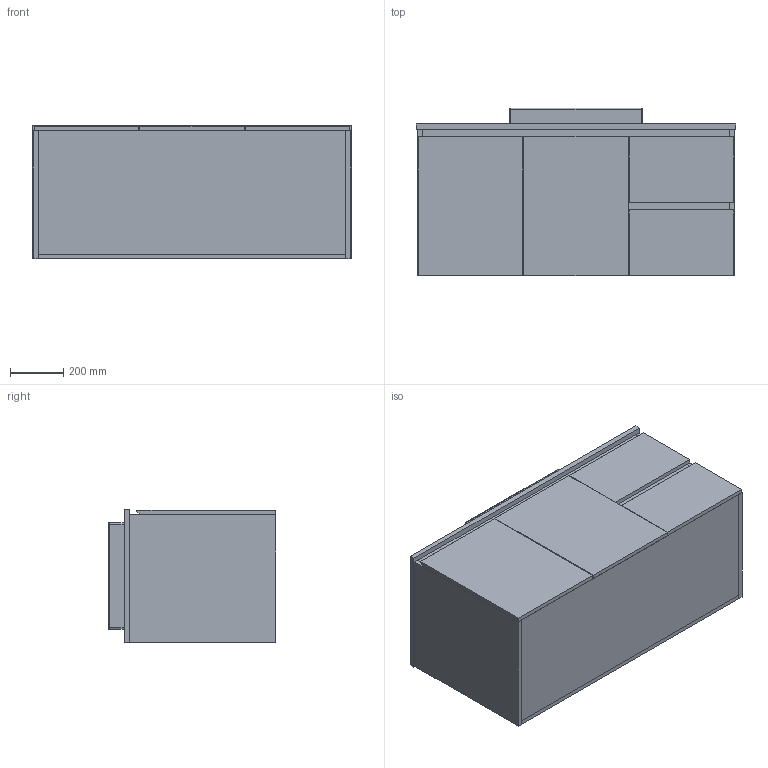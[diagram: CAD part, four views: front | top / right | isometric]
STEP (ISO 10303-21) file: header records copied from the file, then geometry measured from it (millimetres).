
FILE_DESCRIPTION (( 'STEP AP214' ), '1' );
FILE_NAME ('FD Benchtop 1200 WH ASSEM.STEP', '2019-03-06T04:43:48', ( '' ), ( '' ), 'SwSTEP 2.0', 'SolidWorks 2015', '' );
FILE_SCHEMA (( 'AUTOMOTIVE_DESIGN' ));
Length unit declared in the file: millimetre
Products named in the file (7): 1200 semi inset top ASSEM; FD Benchtop 1200 WH ASSEM; Posh Solus Semi-Inset Basin ASSEM; FD Benchtop 1200 WH; CERAMIC OVERFLOW COVER; Posh Solus Semi-Inset Basin; 1200 semi inset top
Assembly tree (6 placements, depth 4):
  FD Benchtop 1200 WH ASSEM
    FD Benchtop 1200 WH
    1200 semi inset top ASSEM
      1200 semi inset top
      Posh Solus Semi-Inset Basin ASSEM
        Posh Solus Semi-Inset Basin
        CERAMIC OVERFLOW COVER
Bounding box: 1200 x 630 x 500 mm (x, y, z)
Volume: 62464513.4 mm3; surface area: 7823074.8 mm2
Topology: 12 solids, 12 shells, 169 faces, 385 edges, 241 vertices
Faces by surface type: plane 122, cylinder 26, torus 8, bspline 7, sphere 6
Entity records: 5879 total; most frequent: CARTESIAN_POINT 1523, DIRECTION 792, ORIENTED_EDGE 762, EDGE_CURVE 381, LINE 272, VECTOR 272, AXIS2_PLACEMENT_3D 260, VERTEX_POINT 241
